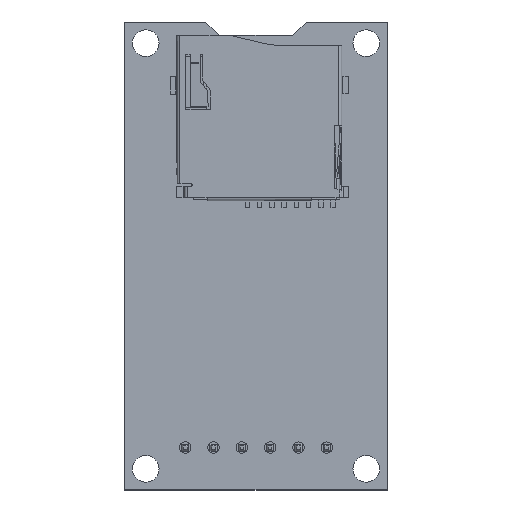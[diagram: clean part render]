
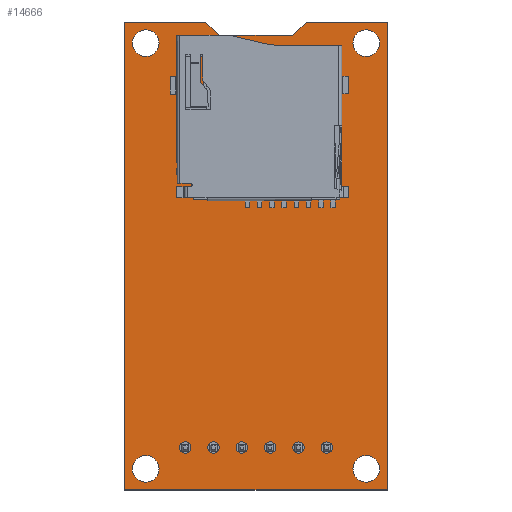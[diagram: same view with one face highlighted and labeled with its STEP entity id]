
A CAD part, top view. The second image highlights one B-rep face of the part: STEP entity #14666.
In plain terms, the highlighted planar face has unit normal (0, 0, 1).
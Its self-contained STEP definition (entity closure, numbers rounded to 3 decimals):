
#391=FACE_BOUND('',#1424,.T.);
#392=FACE_BOUND('',#1425,.T.);
#393=FACE_BOUND('',#1426,.T.);
#394=FACE_BOUND('',#1427,.T.);
#395=FACE_BOUND('',#1428,.T.);
#396=FACE_BOUND('',#1429,.T.);
#397=FACE_BOUND('',#1430,.T.);
#398=FACE_BOUND('',#1431,.T.);
#399=FACE_BOUND('',#1432,.T.);
#400=FACE_BOUND('',#1433,.T.);
#448=CIRCLE('',#15621,1.2);
#449=CIRCLE('',#15622,0.51);
#450=CIRCLE('',#15623,0.51);
#451=CIRCLE('',#15624,0.51);
#452=CIRCLE('',#15625,0.51);
#453=CIRCLE('',#15626,0.51);
#454=CIRCLE('',#15627,0.51);
#455=CIRCLE('',#15628,1.2);
#456=CIRCLE('',#15629,1.2);
#457=CIRCLE('',#15630,1.2);
#628=FACE_OUTER_BOUND('',#1423,.T.);
#1423=EDGE_LOOP('',(#9714,#9715,#9716,#9717,#9718,#9719,#9720,#9721,#9722,
#9723,#9724));
#1424=EDGE_LOOP('',(#9725));
#1425=EDGE_LOOP('',(#9726));
#1426=EDGE_LOOP('',(#9727));
#1427=EDGE_LOOP('',(#9728));
#1428=EDGE_LOOP('',(#9729));
#1429=EDGE_LOOP('',(#9730));
#1430=EDGE_LOOP('',(#9731));
#1431=EDGE_LOOP('',(#9732));
#1432=EDGE_LOOP('',(#9733));
#1433=EDGE_LOOP('',(#9734));
#2252=LINE('',#20542,#4204);
#2256=LINE('',#20550,#4208);
#2258=LINE('',#20554,#4210);
#2269=LINE('',#20596,#4221);
#2270=LINE('',#20598,#4222);
#2271=LINE('',#20600,#4223);
#2272=LINE('',#20602,#4224);
#2273=LINE('',#20604,#4225);
#2274=LINE('',#20606,#4226);
#2275=LINE('',#20608,#4227);
#2276=LINE('',#20609,#4228);
#4204=VECTOR('',#16604,1.);
#4208=VECTOR('',#16610,1.);
#4210=VECTOR('',#16614,1.);
#4221=VECTOR('',#16649,1.);
#4222=VECTOR('',#16650,1.);
#4223=VECTOR('',#16651,1.);
#4224=VECTOR('',#16652,1.);
#4225=VECTOR('',#16653,1.);
#4226=VECTOR('',#16654,1.);
#4227=VECTOR('',#16655,1.);
#4228=VECTOR('',#16656,1.);
#6156=VERTEX_POINT('',#20539);
#6157=VERTEX_POINT('',#20541);
#6160=VERTEX_POINT('',#20548);
#6161=VERTEX_POINT('',#20553);
#6180=VERTEX_POINT('',#20595);
#6181=VERTEX_POINT('',#20597);
#6182=VERTEX_POINT('',#20599);
#6183=VERTEX_POINT('',#20601);
#6184=VERTEX_POINT('',#20603);
#6185=VERTEX_POINT('',#20605);
#6186=VERTEX_POINT('',#20607);
#6187=VERTEX_POINT('',#20610);
#6188=VERTEX_POINT('',#20612);
#6189=VERTEX_POINT('',#20614);
#6190=VERTEX_POINT('',#20616);
#6191=VERTEX_POINT('',#20618);
#6192=VERTEX_POINT('',#20620);
#6193=VERTEX_POINT('',#20622);
#6194=VERTEX_POINT('',#20624);
#6195=VERTEX_POINT('',#20626);
#6196=VERTEX_POINT('',#20628);
#7534=EDGE_CURVE('',#6156,#6157,#2252,.T.);
#7538=EDGE_CURVE('',#6160,#6156,#2256,.T.);
#7540=EDGE_CURVE('',#6157,#6161,#2258,.T.);
#7561=EDGE_CURVE('',#6180,#6160,#2269,.T.);
#7562=EDGE_CURVE('',#6181,#6180,#2270,.T.);
#7563=EDGE_CURVE('',#6182,#6181,#2271,.T.);
#7564=EDGE_CURVE('',#6183,#6182,#2272,.T.);
#7565=EDGE_CURVE('',#6184,#6183,#2273,.T.);
#7566=EDGE_CURVE('',#6185,#6184,#2274,.T.);
#7567=EDGE_CURVE('',#6186,#6185,#2275,.T.);
#7568=EDGE_CURVE('',#6161,#6186,#2276,.T.);
#7569=EDGE_CURVE('',#6187,#6187,#448,.T.);
#7570=EDGE_CURVE('',#6188,#6188,#449,.T.);
#7571=EDGE_CURVE('',#6189,#6189,#450,.T.);
#7572=EDGE_CURVE('',#6190,#6190,#451,.T.);
#7573=EDGE_CURVE('',#6191,#6191,#452,.T.);
#7574=EDGE_CURVE('',#6192,#6192,#453,.T.);
#7575=EDGE_CURVE('',#6193,#6193,#454,.T.);
#7576=EDGE_CURVE('',#6194,#6194,#455,.T.);
#7577=EDGE_CURVE('',#6195,#6195,#456,.T.);
#7578=EDGE_CURVE('',#6196,#6196,#457,.T.);
#9714=ORIENTED_EDGE('',*,*,#7534,.F.);
#9715=ORIENTED_EDGE('',*,*,#7538,.F.);
#9716=ORIENTED_EDGE('',*,*,#7561,.F.);
#9717=ORIENTED_EDGE('',*,*,#7562,.F.);
#9718=ORIENTED_EDGE('',*,*,#7563,.F.);
#9719=ORIENTED_EDGE('',*,*,#7564,.F.);
#9720=ORIENTED_EDGE('',*,*,#7565,.F.);
#9721=ORIENTED_EDGE('',*,*,#7566,.F.);
#9722=ORIENTED_EDGE('',*,*,#7567,.F.);
#9723=ORIENTED_EDGE('',*,*,#7568,.F.);
#9724=ORIENTED_EDGE('',*,*,#7540,.F.);
#9725=ORIENTED_EDGE('',*,*,#7569,.T.);
#9726=ORIENTED_EDGE('',*,*,#7570,.T.);
#9727=ORIENTED_EDGE('',*,*,#7571,.T.);
#9728=ORIENTED_EDGE('',*,*,#7572,.T.);
#9729=ORIENTED_EDGE('',*,*,#7573,.T.);
#9730=ORIENTED_EDGE('',*,*,#7574,.T.);
#9731=ORIENTED_EDGE('',*,*,#7575,.T.);
#9732=ORIENTED_EDGE('',*,*,#7576,.T.);
#9733=ORIENTED_EDGE('',*,*,#7577,.T.);
#9734=ORIENTED_EDGE('',*,*,#7578,.T.);
#13981=PLANE('',#15620);
#14666=ADVANCED_FACE('',(#628,#391,#392,#393,#394,#395,#396,#397,#398,#399,
#400),#13981,.T.);
#15620=AXIS2_PLACEMENT_3D('',#20594,#16647,#16648);
#15621=AXIS2_PLACEMENT_3D('',#20611,#16657,#16658);
#15622=AXIS2_PLACEMENT_3D('',#20613,#16659,#16660);
#15623=AXIS2_PLACEMENT_3D('',#20615,#16661,#16662);
#15624=AXIS2_PLACEMENT_3D('',#20617,#16663,#16664);
#15625=AXIS2_PLACEMENT_3D('',#20619,#16665,#16666);
#15626=AXIS2_PLACEMENT_3D('',#20621,#16667,#16668);
#15627=AXIS2_PLACEMENT_3D('',#20623,#16669,#16670);
#15628=AXIS2_PLACEMENT_3D('',#20625,#16671,#16672);
#15629=AXIS2_PLACEMENT_3D('',#20627,#16673,#16674);
#15630=AXIS2_PLACEMENT_3D('',#20629,#16675,#16676);
#16604=DIRECTION('',(1.,0.,0.));
#16610=DIRECTION('',(0.707,-0.707,0.));
#16614=DIRECTION('',(1.,0.,0.));
#16647=DIRECTION('center_axis',(0.,0.,1.));
#16648=DIRECTION('ref_axis',(1.,0.,0.));
#16649=DIRECTION('',(1.,0.,0.));
#16650=DIRECTION('',(0.,1.,0.));
#16651=DIRECTION('',(0.,1.,0.));
#16652=DIRECTION('',(-1.,0.,0.));
#16653=DIRECTION('',(0.,-1.,0.));
#16654=DIRECTION('',(0.,-1.,0.));
#16655=DIRECTION('',(1.,0.,0.));
#16656=DIRECTION('',(0.707,0.707,0.));
#16657=DIRECTION('center_axis',(0.,0.,-1.));
#16658=DIRECTION('ref_axis',(0.,-1.,0.));
#16659=DIRECTION('center_axis',(0.,0.,-1.));
#16660=DIRECTION('ref_axis',(0.,-1.,0.));
#16661=DIRECTION('center_axis',(0.,0.,-1.));
#16662=DIRECTION('ref_axis',(0.,-1.,0.));
#16663=DIRECTION('center_axis',(0.,0.,-1.));
#16664=DIRECTION('ref_axis',(0.,-1.,0.));
#16665=DIRECTION('center_axis',(0.,0.,-1.));
#16666=DIRECTION('ref_axis',(0.,-1.,0.));
#16667=DIRECTION('center_axis',(0.,0.,-1.));
#16668=DIRECTION('ref_axis',(0.,-1.,0.));
#16669=DIRECTION('center_axis',(0.,0.,-1.));
#16670=DIRECTION('ref_axis',(0.,-1.,0.));
#16671=DIRECTION('center_axis',(0.,0.,-1.));
#16672=DIRECTION('ref_axis',(0.,-1.,0.));
#16673=DIRECTION('center_axis',(0.,0.,-1.));
#16674=DIRECTION('ref_axis',(0.,-1.,0.));
#16675=DIRECTION('center_axis',(0.,0.,-1.));
#16676=DIRECTION('ref_axis',(0.,-1.,0.));
#20539=CARTESIAN_POINT('',(144.2,-67.2,1.6));
#20541=CARTESIAN_POINT('',(147.5,-67.2,1.6));
#20542=CARTESIAN_POINT('',(144.2,-67.2,1.6));
#20548=CARTESIAN_POINT('',(143.,-66.,1.6));
#20550=CARTESIAN_POINT('',(143.,-66.,1.6));
#20553=CARTESIAN_POINT('',(150.8,-67.2,1.6));
#20554=CARTESIAN_POINT('',(147.5,-67.2,1.6));
#20594=CARTESIAN_POINT('Origin',(0.,0.,1.6));
#20595=CARTESIAN_POINT('',(135.7,-66.,1.6));
#20596=CARTESIAN_POINT('',(135.7,-66.,1.6));
#20597=CARTESIAN_POINT('',(135.7,-87.,1.6));
#20598=CARTESIAN_POINT('',(135.7,-87.,1.6));
#20599=CARTESIAN_POINT('',(135.7,-108.,1.6));
#20600=CARTESIAN_POINT('',(135.7,-108.,1.6));
#20601=CARTESIAN_POINT('',(159.3,-108.,1.6));
#20602=CARTESIAN_POINT('',(159.3,-108.,1.6));
#20603=CARTESIAN_POINT('',(159.3,-87.,1.6));
#20604=CARTESIAN_POINT('',(159.3,-87.,1.6));
#20605=CARTESIAN_POINT('',(159.3,-66.,1.6));
#20606=CARTESIAN_POINT('',(159.3,-66.,1.6));
#20607=CARTESIAN_POINT('',(152.,-66.,1.6));
#20608=CARTESIAN_POINT('',(152.,-66.,1.6));
#20609=CARTESIAN_POINT('',(150.8,-67.2,1.6));
#20610=CARTESIAN_POINT('',(137.6,-104.9,1.6));
#20611=CARTESIAN_POINT('Origin',(137.6,-106.1,1.6));
#20612=CARTESIAN_POINT('',(141.15,-103.68,1.6));
#20613=CARTESIAN_POINT('Origin',(141.15,-104.19,1.6));
#20614=CARTESIAN_POINT('',(143.69,-103.68,1.6));
#20615=CARTESIAN_POINT('Origin',(143.69,-104.19,1.6));
#20616=CARTESIAN_POINT('',(146.23,-103.68,1.6));
#20617=CARTESIAN_POINT('Origin',(146.23,-104.19,1.6));
#20618=CARTESIAN_POINT('',(148.77,-103.68,1.6));
#20619=CARTESIAN_POINT('Origin',(148.77,-104.19,1.6));
#20620=CARTESIAN_POINT('',(151.31,-103.69,1.6));
#20621=CARTESIAN_POINT('Origin',(151.31,-104.2,1.6));
#20622=CARTESIAN_POINT('',(153.85,-103.69,1.6));
#20623=CARTESIAN_POINT('Origin',(153.85,-104.2,1.6));
#20624=CARTESIAN_POINT('',(157.4,-104.9,1.6));
#20625=CARTESIAN_POINT('Origin',(157.4,-106.1,1.6));
#20626=CARTESIAN_POINT('',(137.6,-66.7,1.6));
#20627=CARTESIAN_POINT('Origin',(137.6,-67.9,1.6));
#20628=CARTESIAN_POINT('',(157.4,-66.7,1.6));
#20629=CARTESIAN_POINT('Origin',(157.4,-67.9,1.6));
